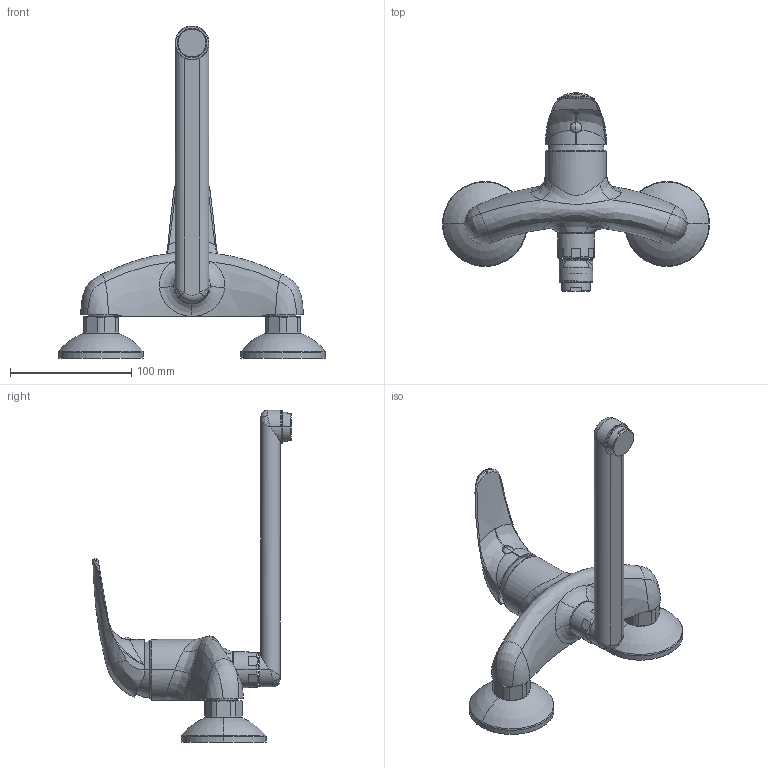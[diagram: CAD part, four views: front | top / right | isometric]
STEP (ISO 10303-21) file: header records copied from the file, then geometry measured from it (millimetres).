
FILE_DESCRIPTION((''),'2;1');
FILE_NAME('DU159CR','2021-11-09T13:47:12',('ut3'),('PAFFONI SpA'),'CREO PARAMETRIC BY PTC INC, 2020044','CREO PARAMETRIC BY PTC INC, 2020044','');
FILE_SCHEMA(('CONFIG_CONTROL_DESIGN','SHAPE_APPEARANCE_LAYERS_GROUPS'));
Length unit declared in the file: millimetre
Products named in the file (1): DU159CR
Bounding box: 220 x 163.42 x 273.5 mm (x, y, z)
Volume: 505706.3 mm3; surface area: 105441.3 mm2
Topology: 2 solids, 2 shells, 277 faces, 660 edges, 409 vertices
Faces by surface type: cylinder 82, plane 72, bspline 49, cone 46, torus 20, sphere 8
Entity records: 16148 total; most frequent: CARTESIAN_POINT 8117, ORIENTED_EDGE 1316, DIRECTION 1192, EDGE_CURVE 658, AXIS2_PLACEMENT_3D 518, VERTEX_POINT 409, EDGE_LOOP 301, CIRCLE 290
